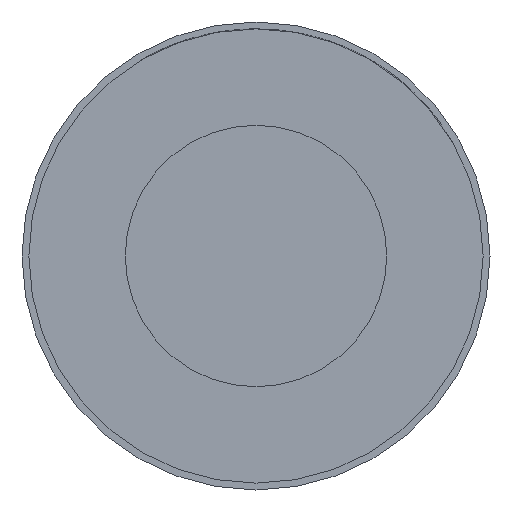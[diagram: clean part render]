
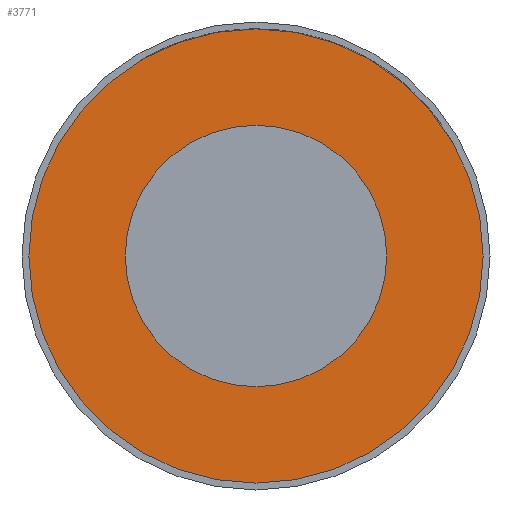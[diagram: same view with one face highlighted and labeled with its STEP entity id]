
A CAD part, left-side view. The second image highlights one B-rep face of the part: STEP entity #3771.
In plain terms, the highlighted planar face has unit normal (-1, 0, 0).
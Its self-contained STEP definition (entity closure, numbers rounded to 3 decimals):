
#5 = DIRECTION ( 'NONE',  ( -1., 0., 0. ) ) ;
#208 = DIRECTION ( 'NONE',  ( 0., 0., 1. ) ) ;
#336 = CARTESIAN_POINT ( 'NONE',  ( 0., 0., 0. ) ) ;
#351 = VERTEX_POINT ( 'NONE', #905 ) ;
#432 = EDGE_LOOP ( 'NONE', ( #3529, #6083 ) ) ;
#513 = CARTESIAN_POINT ( 'NONE',  ( 0., 0., 0. ) ) ;
#697 = ORIENTED_EDGE ( 'NONE', *, *, #4328, .T. ) ;
#804 = DIRECTION ( 'NONE',  ( -1., 0., 0. ) ) ;
#864 = AXIS2_PLACEMENT_3D ( 'NONE', #1368, #5416, #208 ) ;
#905 = CARTESIAN_POINT ( 'NONE',  ( 0., 0., -4.75 ) ) ;
#977 = CIRCLE ( 'NONE', #3639, 8.25 ) ;
#1274 = DIRECTION ( 'NONE',  ( -1., 0., 0. ) ) ;
#1368 = CARTESIAN_POINT ( 'NONE',  ( 0., 0., 0. ) ) ;
#1721 = AXIS2_PLACEMENT_3D ( 'NONE', #336, #804, #3767 ) ;
#2048 = DIRECTION ( 'NONE',  ( -1., 0., 0. ) ) ;
#2169 = DIRECTION ( 'NONE',  ( 0., 0., 1. ) ) ;
#2240 = CARTESIAN_POINT ( 'NONE',  ( 0., 0., 0. ) ) ;
#2713 = VERTEX_POINT ( 'NONE', #5440 ) ;
#2782 = CIRCLE ( 'NONE', #4892, 4.75 ) ;
#2903 = ORIENTED_EDGE ( 'NONE', *, *, #3344, .T. ) ;
#3302 = DIRECTION ( 'NONE',  ( 0., 0., 1. ) ) ;
#3344 = EDGE_CURVE ( 'NONE', #6561, #4992, #5958, .T. ) ;
#3529 = ORIENTED_EDGE ( 'NONE', *, *, #3795, .F. ) ;
#3531 = CIRCLE ( 'NONE', #1721, 4.75 ) ;
#3639 = AXIS2_PLACEMENT_3D ( 'NONE', #513, #2048, #4002 ) ;
#3689 = EDGE_CURVE ( 'NONE', #351, #2713, #3531, .T. ) ;
#3767 = DIRECTION ( 'NONE',  ( 0., 0., 1. ) ) ;
#3771 = ADVANCED_FACE ( 'NONE', ( #3897, #5915 ), #4763, .T. ) ;
#3795 = EDGE_CURVE ( 'NONE', #2713, #351, #2782, .T. ) ;
#3897 = FACE_BOUND ( 'NONE', #432, .T. ) ;
#4002 = DIRECTION ( 'NONE',  ( 0., 0., 1. ) ) ;
#4039 = EDGE_LOOP ( 'NONE', ( #697, #2903 ) ) ;
#4328 = EDGE_CURVE ( 'NONE', #4992, #6561, #977, .T. ) ;
#4763 = PLANE ( 'NONE',  #864 ) ;
#4892 = AXIS2_PLACEMENT_3D ( 'NONE', #2240, #1274, #3302 ) ;
#4992 = VERTEX_POINT ( 'NONE', #6515 ) ;
#5416 = DIRECTION ( 'NONE',  ( -1., 0., 0. ) ) ;
#5440 = CARTESIAN_POINT ( 'NONE',  ( 0., 0., 4.75 ) ) ;
#5532 = AXIS2_PLACEMENT_3D ( 'NONE', #5616, #5, #2169 ) ;
#5616 = CARTESIAN_POINT ( 'NONE',  ( 0., 0., 0. ) ) ;
#5915 = FACE_OUTER_BOUND ( 'NONE', #4039, .T. ) ;
#5958 = CIRCLE ( 'NONE', #5532, 8.25 ) ;
#6071 = CARTESIAN_POINT ( 'NONE',  ( 0., 0., -8.25 ) ) ;
#6083 = ORIENTED_EDGE ( 'NONE', *, *, #3689, .F. ) ;
#6515 = CARTESIAN_POINT ( 'NONE',  ( 0., 0., 8.25 ) ) ;
#6561 = VERTEX_POINT ( 'NONE', #6071 ) ;
